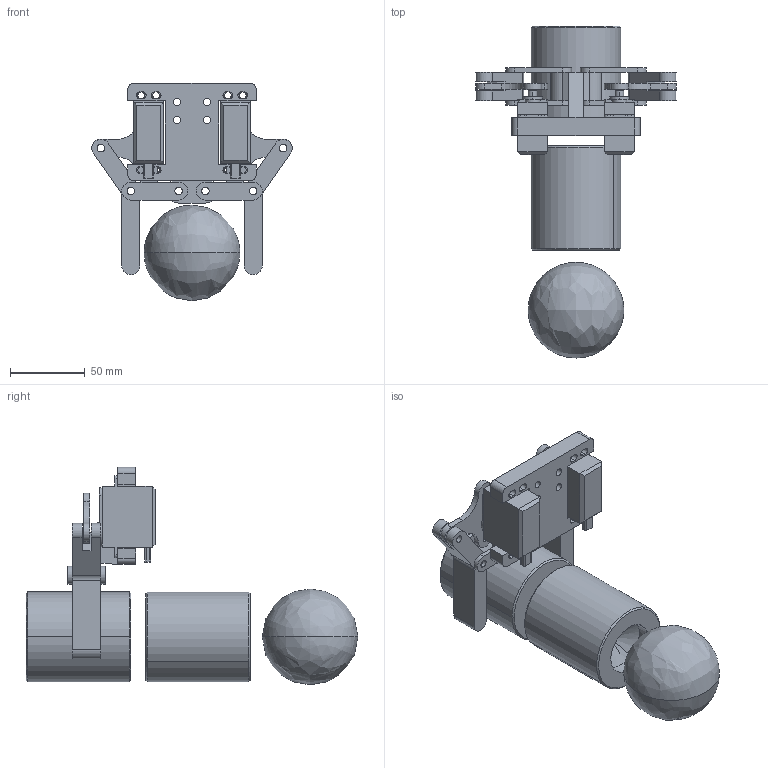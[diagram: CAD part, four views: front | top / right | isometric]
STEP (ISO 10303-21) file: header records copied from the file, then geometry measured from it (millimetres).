
FILE_DESCRIPTION (( 'STEP AP214' ), '1' );
FILE_NAME ('ASM_systeme_de_prehension_plots_V2.STEP', '2015-05-03T22:21:52', ( '' ), ( '' ), 'SwSTEP 2.0', 'SolidWorks 2015', '' );
FILE_SCHEMA (( 'AUTOMOTIVE_DESIGN' ));
Length unit declared in the file: millimetre
Products named in the file (8): ASM_systeme_de_prehension_plots_V2; corps de pince; servomoteur_towerpro_mg995; bras de pince; biellette_servomoteur; bielette de pince; Feet; Light bulb
Assembly tree (14 placements, depth 2):
  ASM_systeme_de_prehension_plots_V2
    Light bulb
    Feet  x2
    servomoteur_towerpro_mg995  x2
    bras de pince  x2
    bielette de pince  x4
    biellette_servomoteur  x2
    corps de pince
Bounding box: 134 x 222 x 145.4 mm (x, y, z)
Volume: 678822.2 mm3; surface area: 108940.6 mm2
Topology: 14 solids, 14 shells, 373 faces, 991 edges, 648 vertices
Faces by surface type: plane 181, cylinder 178, cone 12, bspline 2
Entity records: 7534 total; most frequent: DIRECTION 1270, CARTESIAN_POINT 1238, ORIENTED_EDGE 1172, EDGE_CURVE 586, AXIS2_PLACEMENT_3D 451, VERTEX_POINT 387, LINE 368, VECTOR 368
